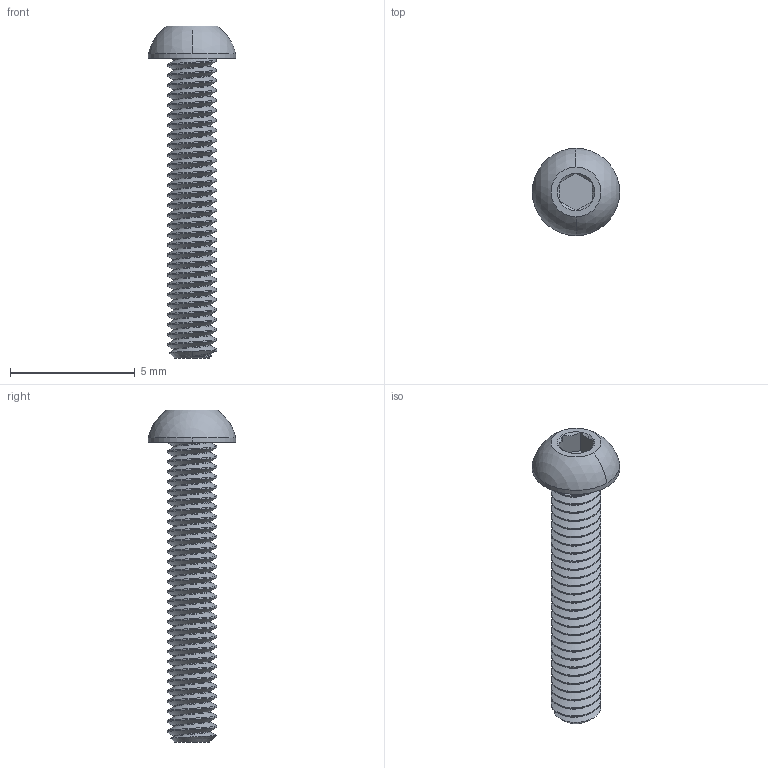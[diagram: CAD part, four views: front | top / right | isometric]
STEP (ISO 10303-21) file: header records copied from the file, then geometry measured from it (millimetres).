
FILE_DESCRIPTION (( 'STEP AP203' ), '1' );
FILE_NAME ('92095A455.step', '2014-02-26T20:04:04', ( '' ), ( '' ), 'SwSTEP 2.0', 'SolidWorks 2012', '' );
FILE_SCHEMA (( 'CONFIG_CONTROL_DESIGN' ));
Length unit declared in the file: millimetre
Products named in the file (1): 92095A455
Bounding box: 3.5 x 3.5 x 13.3 mm (x, y, z)
Volume: 37 mm3; surface area: 144.9 mm2
Topology: 1 solids, 1 shells, 86 faces, 234 edges, 152 vertices
Faces by surface type: cylinder 61, cone 10, plane 10, bspline 3, sphere 2
Entity records: 6108 total; most frequent: CARTESIAN_POINT 4247, ORIENTED_EDGE 468, DIRECTION 286, EDGE_CURVE 234, VERTEX_POINT 152, AXIS2_PLACEMENT_3D 105, EDGE_LOOP 88, FACE_OUTER_BOUND 86
